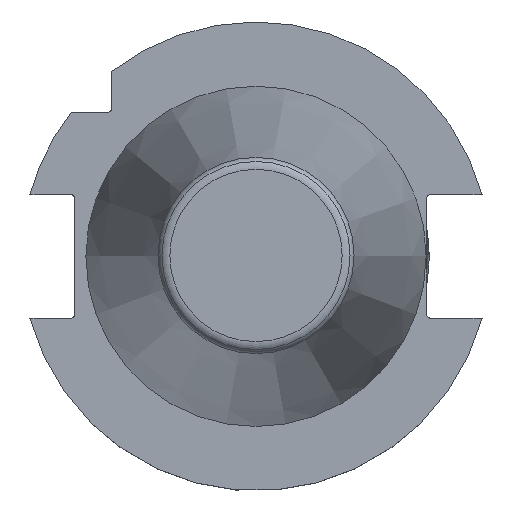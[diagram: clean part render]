
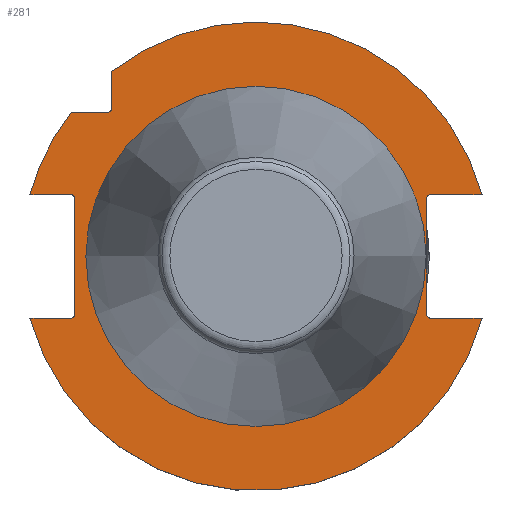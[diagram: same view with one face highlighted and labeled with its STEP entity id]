
A CAD part, top view. The second image highlights one B-rep face of the part: STEP entity #281.
In plain terms, the highlighted planar face has unit normal (0, 0, 1).
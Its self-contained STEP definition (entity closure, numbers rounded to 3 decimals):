
#162=LINE('',#1619,#221);
#163=LINE('',#1623,#222);
#164=LINE('',#1627,#223);
#165=LINE('',#1631,#224);
#166=LINE('',#1635,#225);
#167=LINE('',#1639,#226);
#168=LINE('',#1643,#227);
#169=LINE('',#1647,#228);
#221=VECTOR('',#1293,1.);
#222=VECTOR('',#1296,1.);
#223=VECTOR('',#1299,1.);
#224=VECTOR('',#1302,1.);
#225=VECTOR('',#1305,1.);
#226=VECTOR('',#1308,1.);
#227=VECTOR('',#1311,1.);
#228=VECTOR('',#1314,1.);
#281=ADVANCED_FACE('',(#367,#368),#347,.F.);
#347=PLANE('',#1159);
#367=FACE_BOUND('',#409,.T.);
#368=FACE_BOUND('',#410,.T.);
#409=EDGE_LOOP('',(#496,#497,#498,#499,#500,#501,#502,#503,#504,#505,#506,
#507,#508,#509,#510,#511));
#410=EDGE_LOOP('',(#512));
#496=ORIENTED_EDGE('',*,*,#903,.T.);
#497=ORIENTED_EDGE('',*,*,#904,.F.);
#498=ORIENTED_EDGE('',*,*,#905,.T.);
#499=ORIENTED_EDGE('',*,*,#906,.T.);
#500=ORIENTED_EDGE('',*,*,#907,.T.);
#501=ORIENTED_EDGE('',*,*,#908,.F.);
#502=ORIENTED_EDGE('',*,*,#909,.T.);
#503=ORIENTED_EDGE('',*,*,#910,.F.);
#504=ORIENTED_EDGE('',*,*,#911,.T.);
#505=ORIENTED_EDGE('',*,*,#912,.T.);
#506=ORIENTED_EDGE('',*,*,#913,.T.);
#507=ORIENTED_EDGE('',*,*,#914,.F.);
#508=ORIENTED_EDGE('',*,*,#915,.T.);
#509=ORIENTED_EDGE('',*,*,#916,.T.);
#510=ORIENTED_EDGE('',*,*,#917,.T.);
#511=ORIENTED_EDGE('',*,*,#918,.T.);
#512=ORIENTED_EDGE('',*,*,#919,.T.);
#796=VERTEX_POINT('',#1617);
#797=VERTEX_POINT('',#1618);
#798=VERTEX_POINT('',#1620);
#799=VERTEX_POINT('',#1622);
#800=VERTEX_POINT('',#1624);
#801=VERTEX_POINT('',#1626);
#802=VERTEX_POINT('',#1628);
#803=VERTEX_POINT('',#1630);
#804=VERTEX_POINT('',#1632);
#805=VERTEX_POINT('',#1634);
#806=VERTEX_POINT('',#1636);
#807=VERTEX_POINT('',#1638);
#808=VERTEX_POINT('',#1640);
#809=VERTEX_POINT('',#1642);
#810=VERTEX_POINT('',#1644);
#811=VERTEX_POINT('',#1646);
#812=VERTEX_POINT('',#1649);
#903=EDGE_CURVE('',#796,#797,#1053,.T.);
#904=EDGE_CURVE('',#798,#797,#162,.T.);
#905=EDGE_CURVE('',#798,#799,#1054,.T.);
#906=EDGE_CURVE('',#799,#800,#163,.T.);
#907=EDGE_CURVE('',#800,#801,#1055,.T.);
#908=EDGE_CURVE('',#802,#801,#164,.T.);
#909=EDGE_CURVE('',#802,#803,#1056,.T.);
#910=EDGE_CURVE('',#804,#803,#165,.T.);
#911=EDGE_CURVE('',#804,#805,#1057,.T.);
#912=EDGE_CURVE('',#805,#806,#166,.T.);
#913=EDGE_CURVE('',#806,#807,#1058,.T.);
#914=EDGE_CURVE('',#808,#807,#167,.T.);
#915=EDGE_CURVE('',#808,#809,#1059,.T.);
#916=EDGE_CURVE('',#809,#810,#168,.T.);
#917=EDGE_CURVE('',#810,#811,#1060,.T.);
#918=EDGE_CURVE('',#811,#796,#169,.T.);
#919=EDGE_CURVE('',#812,#812,#1061,.T.);
#1053=CIRCLE('',#1150,48.75);
#1054=CIRCLE('',#1151,0.8);
#1055=CIRCLE('',#1152,48.75);
#1056=CIRCLE('',#1153,0.8);
#1057=CIRCLE('',#1154,0.8);
#1058=CIRCLE('',#1155,48.75);
#1059=CIRCLE('',#1156,0.8);
#1060=CIRCLE('',#1157,0.8);
#1061=CIRCLE('',#1158,35.392);
#1150=AXIS2_PLACEMENT_3D('',#1616,#1291,#1292);
#1151=AXIS2_PLACEMENT_3D('',#1621,#1294,#1295);
#1152=AXIS2_PLACEMENT_3D('',#1625,#1297,#1298);
#1153=AXIS2_PLACEMENT_3D('',#1629,#1300,#1301);
#1154=AXIS2_PLACEMENT_3D('',#1633,#1303,#1304);
#1155=AXIS2_PLACEMENT_3D('',#1637,#1306,#1307);
#1156=AXIS2_PLACEMENT_3D('',#1641,#1309,#1310);
#1157=AXIS2_PLACEMENT_3D('',#1645,#1312,#1313);
#1158=AXIS2_PLACEMENT_3D('',#1648,#1315,#1316);
#1159=AXIS2_PLACEMENT_3D('',#1650,#1317,#1318);
#1291=DIRECTION('',(0.,0.,1.));
#1292=DIRECTION('',(0.965,0.264,0.));
#1293=DIRECTION('',(0.,1.,0.));
#1294=DIRECTION('',(0.,0.,-1.));
#1295=DIRECTION('',(1.,0.,0.));
#1296=DIRECTION('',(-1.,0.,0.));
#1297=DIRECTION('',(0.,0.,1.));
#1298=DIRECTION('',(-0.788,0.615,0.));
#1299=DIRECTION('',(-1.,0.,0.));
#1300=DIRECTION('',(0.,0.,-1.));
#1301=DIRECTION('',(0.,1.,0.));
#1302=DIRECTION('',(0.,1.,0.));
#1303=DIRECTION('',(0.,0.,-1.));
#1304=DIRECTION('',(1.,0.,0.));
#1305=DIRECTION('',(-1.,0.,0.));
#1306=DIRECTION('',(0.,0.,1.));
#1307=DIRECTION('',(-0.965,-0.264,0.));
#1308=DIRECTION('',(1.,0.,0.));
#1309=DIRECTION('',(0.,0.,-1.));
#1310=DIRECTION('',(0.,-1.,0.));
#1311=DIRECTION('',(0.,1.,0.));
#1312=DIRECTION('',(0.,0.,-1.));
#1313=DIRECTION('',(-1.,0.,0.));
#1314=DIRECTION('',(1.,0.,0.));
#1315=DIRECTION('',(0.,0.,-1.));
#1316=DIRECTION('',(-1.,0.,0.));
#1317=DIRECTION('',(0.,0.,-1.));
#1318=DIRECTION('',(1.,0.,0.));
#1616=CARTESIAN_POINT('',(0.,0.,-3.2));
#1617=CARTESIAN_POINT('',(47.026,12.85,-3.2));
#1618=CARTESIAN_POINT('',(-30.,38.426,-3.2));
#1619=CARTESIAN_POINT('',(-30.,30.8,-3.2));
#1620=CARTESIAN_POINT('',(-30.,30.8,-3.2));
#1621=CARTESIAN_POINT('',(-30.8,30.8,-3.2));
#1622=CARTESIAN_POINT('',(-30.8,30.,-3.2));
#1623=CARTESIAN_POINT('',(-30.8,30.,-3.2));
#1624=CARTESIAN_POINT('',(-38.426,30.,-3.2));
#1625=CARTESIAN_POINT('',(0.,0.,-3.2));
#1626=CARTESIAN_POINT('',(-47.026,12.85,-3.2));
#1627=CARTESIAN_POINT('',(-38.5,12.85,-3.2));
#1628=CARTESIAN_POINT('',(-38.5,12.85,-3.2));
#1629=CARTESIAN_POINT('',(-38.5,12.05,-3.2));
#1630=CARTESIAN_POINT('',(-37.7,12.05,-3.2));
#1631=CARTESIAN_POINT('',(-37.7,-12.05,-3.2));
#1632=CARTESIAN_POINT('',(-37.7,-12.05,-3.2));
#1633=CARTESIAN_POINT('',(-38.5,-12.05,-3.2));
#1634=CARTESIAN_POINT('',(-38.5,-12.85,-3.2));
#1635=CARTESIAN_POINT('',(-38.5,-12.85,-3.2));
#1636=CARTESIAN_POINT('',(-47.026,-12.85,-3.2));
#1637=CARTESIAN_POINT('',(0.,0.,-3.2));
#1638=CARTESIAN_POINT('',(47.026,-12.85,-3.2));
#1639=CARTESIAN_POINT('',(36.3,-12.85,-3.2));
#1640=CARTESIAN_POINT('',(36.3,-12.85,-3.2));
#1641=CARTESIAN_POINT('',(36.3,-12.05,-3.2));
#1642=CARTESIAN_POINT('',(35.5,-12.05,-3.2));
#1643=CARTESIAN_POINT('',(35.5,-12.05,-3.2));
#1644=CARTESIAN_POINT('',(35.5,12.05,-3.2));
#1645=CARTESIAN_POINT('',(36.3,12.05,-3.2));
#1646=CARTESIAN_POINT('',(36.3,12.85,-3.2));
#1647=CARTESIAN_POINT('',(36.3,12.85,-3.2));
#1648=CARTESIAN_POINT('',(0.,0.,-3.2));
#1649=CARTESIAN_POINT('',(-35.392,0.,-3.2));
#1650=CARTESIAN_POINT('',(0.,35.392,-3.2));
